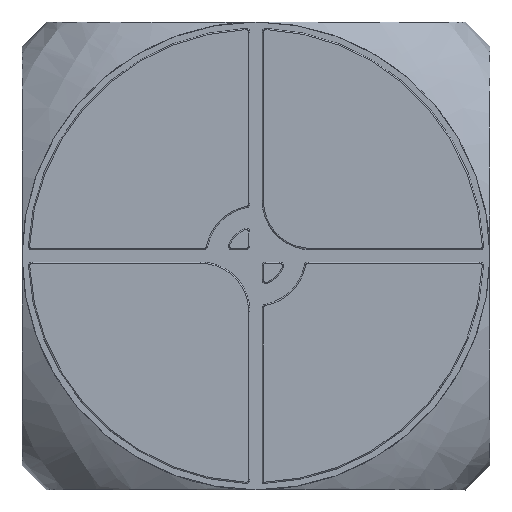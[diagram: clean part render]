
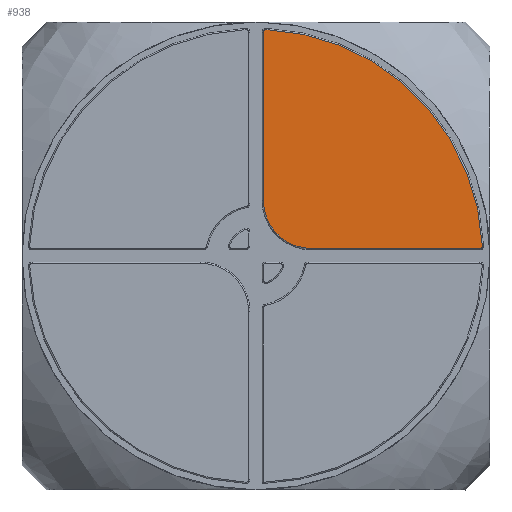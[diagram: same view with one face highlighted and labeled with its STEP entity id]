
A CAD part, top view. The second image highlights one B-rep face of the part: STEP entity #938.
In plain terms, the highlighted planar face has unit normal (0, 0, 1).
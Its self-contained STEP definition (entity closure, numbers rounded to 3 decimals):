
#291=CIRCLE('',#3161,2.);
#292=CIRCLE('',#3162,39.);
#293=CIRCLE('',#3163,2.);
#294=CIRCLE('',#3164,184.);
#464=PLANE('',#3165);
#606=LINE('',#27809,#791);
#607=LINE('',#27813,#792);
#791=VECTOR('',#3707,1.);
#792=VECTOR('',#3710,1.);
#938=ADVANCED_FACE('',(#1139),#464,.F.);
#1139=FACE_OUTER_BOUND('',#1320,.T.);
#1320=EDGE_LOOP('',(#1845,#1846,#1847,#1848,#1849,#1850));
#1845=ORIENTED_EDGE('',*,*,#2773,.T.);
#1846=ORIENTED_EDGE('',*,*,#2774,.T.);
#1847=ORIENTED_EDGE('',*,*,#2775,.T.);
#1848=ORIENTED_EDGE('',*,*,#2776,.T.);
#1849=ORIENTED_EDGE('',*,*,#2777,.T.);
#1850=ORIENTED_EDGE('',*,*,#2778,.T.);
#2438=VERTEX_POINT('',#27807);
#2439=VERTEX_POINT('',#27808);
#2440=VERTEX_POINT('',#27810);
#2441=VERTEX_POINT('',#27812);
#2442=VERTEX_POINT('',#27814);
#2443=VERTEX_POINT('',#27816);
#2773=EDGE_CURVE('',#2438,#2439,#291,.T.);
#2774=EDGE_CURVE('',#2439,#2440,#606,.T.);
#2775=EDGE_CURVE('',#2440,#2441,#292,.T.);
#2776=EDGE_CURVE('',#2441,#2442,#607,.T.);
#2777=EDGE_CURVE('',#2442,#2443,#293,.T.);
#2778=EDGE_CURVE('',#2443,#2438,#294,.T.);
#3161=AXIS2_PLACEMENT_3D('',#27806,#3705,#3706);
#3162=AXIS2_PLACEMENT_3D('',#27811,#3708,#3709);
#3163=AXIS2_PLACEMENT_3D('',#27815,#3711,#3712);
#3164=AXIS2_PLACEMENT_3D('',#27817,#3713,#3714);
#3165=AXIS2_PLACEMENT_3D('',#27818,#3715,#3716);
#3705=DIRECTION('',(0.,0.,1.));
#3706=DIRECTION('',(-1.,0.,0.));
#3707=DIRECTION('',(0.,-1.,0.));
#3708=DIRECTION('',(0.,0.,1.));
#3709=DIRECTION('',(-1.,0.,0.));
#3710=DIRECTION('',(1.,0.,0.));
#3711=DIRECTION('',(0.,0.,1.));
#3712=DIRECTION('',(-1.,0.,0.));
#3713=DIRECTION('',(0.,0.,1.));
#3714=DIRECTION('',(-1.,0.,0.));
#3715=DIRECTION('',(0.,0.,-1.));
#3716=DIRECTION('',(-1.,0.,0.));
#27806=CARTESIAN_POINT('',(8.,181.824,85.));
#27807=CARTESIAN_POINT('',(8.088,183.822,85.));
#27808=CARTESIAN_POINT('',(6.,181.824,85.));
#27809=CARTESIAN_POINT('',(6.,0.,85.));
#27810=CARTESIAN_POINT('',(6.,45.,85.));
#27811=CARTESIAN_POINT('',(45.,45.,85.));
#27812=CARTESIAN_POINT('',(45.,6.,85.));
#27813=CARTESIAN_POINT('',(0.,6.,85.));
#27814=CARTESIAN_POINT('',(181.824,6.,85.));
#27815=CARTESIAN_POINT('',(181.824,8.,85.));
#27816=CARTESIAN_POINT('',(183.822,8.088,85.));
#27817=CARTESIAN_POINT('',(0.,0.,85.));
#27818=CARTESIAN_POINT('',(0.,0.,85.));
